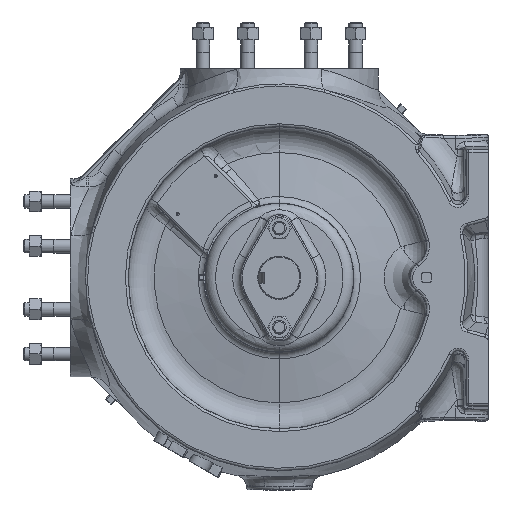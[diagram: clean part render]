
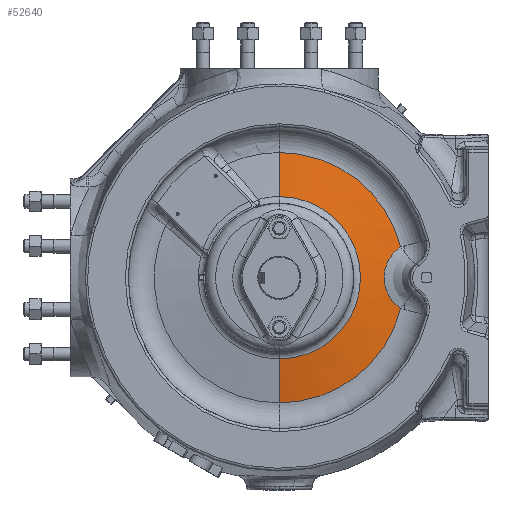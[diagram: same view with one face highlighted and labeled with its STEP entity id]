
A CAD part, left-side view. The second image highlights one B-rep face of the part: STEP entity #52640.
In plain terms, the highlighted conical face has half-angle 79.88 degrees and reference radius 85.725 mm.
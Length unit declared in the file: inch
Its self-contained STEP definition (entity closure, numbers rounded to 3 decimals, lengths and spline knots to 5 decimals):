
#223 = EDGE_CURVE ( 'NONE', #96474, #91079, #7118, .T. ) ;
#388 = CARTESIAN_POINT ( 'NONE',  ( -8.01883, 0., 0. ) ) ;
#607 = LINE ( 'NONE', #86380, #21816 ) ;
#2021 = CARTESIAN_POINT ( 'NONE',  ( -7.61745, -5.45599, -1.3637 ) ) ;
#2365 = CARTESIAN_POINT ( 'NONE',  ( -7.67589, -5.17948, -1.10668 ) ) ;
#2695 = CARTESIAN_POINT ( 'NONE',  ( -7.77083, -4.76253, -0.13994 ) ) ;
#3050 = CARTESIAN_POINT ( 'NONE',  ( -7.72025, -4.97966, 0.82716 ) ) ;
#7118 = CIRCLE ( 'NONE', #71187, 5.68856 ) ;
#7453 = VERTEX_POINT ( 'NONE', #38368 ) ;
#8364 = DIRECTION ( 'NONE',  ( 1., 0., 0. ) ) ;
#9141 = EDGE_CURVE ( 'NONE', #74646, #37538, #99540, .T. ) ;
#10333 = CARTESIAN_POINT ( 'NONE',  ( -7.69033, -5.11346, -1.02657 ) ) ;
#10684 = CARTESIAN_POINT ( 'NONE',  ( -7.77218, -4.75688, -0.03521 ) ) ;
#10828 = CARTESIAN_POINT ( 'NONE',  ( -7.96293, 0., 0. ) ) ;
#11041 = CARTESIAN_POINT ( 'NONE',  ( -7.70794, -5.03424, 0.91581 ) ) ;
#11117 = ORIENTED_EDGE ( 'NONE', *, *, #74526, .F. ) ;
#15115 = AXIS2_PLACEMENT_3D ( 'NONE', #10828, #66024, #18832 ) ;
#18196 = CARTESIAN_POINT ( 'NONE',  ( -7.96293, 0., 3.68819 ) ) ;
#18340 = CARTESIAN_POINT ( 'NONE',  ( -7.70826, -5.03268, -0.91528 ) ) ;
#18692 = CARTESIAN_POINT ( 'NONE',  ( -7.77111, -4.76134, 0.13917 ) ) ;
#18832 = DIRECTION ( 'NONE',  ( 0., 0., -1. ) ) ;
#19040 = CARTESIAN_POINT ( 'NONE',  ( -7.69031, -5.11344, 1.02818 ) ) ;
#21816 = VECTOR ( 'NONE', #31379, 39.37008 ) ;
#23972 = CARTESIAN_POINT ( 'NONE',  ( -7.60589, -5.51287, 1.40285 ) ) ;
#24673 = CIRCLE ( 'NONE', #15115, 3.68819 ) ;
#25368 = ORIENTED_EDGE ( 'NONE', *, *, #38550, .T. ) ;
#26373 = CARTESIAN_POINT ( 'NONE',  ( -7.73156, -4.93004, -0.73666 ) ) ;
#26718 = CARTESIAN_POINT ( 'NONE',  ( -7.76658, -4.78033, 0.27753 ) ) ;
#27067 = CARTESIAN_POINT ( 'NONE',  ( -7.66099, -5.24844, 1.18253 ) ) ;
#31379 = DIRECTION ( 'NONE',  ( 0.176, 0., -0.984 ) ) ;
#32269 = FACE_OUTER_BOUND ( 'NONE', #40846, .T. ) ;
#34321 = CARTESIAN_POINT ( 'NONE',  ( -7.75041, -4.84875, -0.54451 ) ) ;
#34643 = CARTESIAN_POINT ( 'NONE',  ( -7.76157, -4.80145, 0.38006 ) ) ;
#34970 = CARTESIAN_POINT ( 'NONE',  ( -7.6342, -5.37533, 1.29857 ) ) ;
#36181 = ORIENTED_EDGE ( 'NONE', *, *, #37388, .T. ) ;
#36452 = CARTESIAN_POINT ( 'NONE',  ( -7.60589, -5.51287, -1.40285 ) ) ;
#37388 = EDGE_CURVE ( 'NONE', #82353, #7453, #24673, .T. ) ;
#37538 = VERTEX_POINT ( 'NONE', #36452 ) ;
#37879 = AXIS2_PLACEMENT_3D ( 'NONE', #388, #8364, #48102 ) ;
#38368 = CARTESIAN_POINT ( 'NONE',  ( -7.96293, 0., -3.68819 ) ) ;
#38550 = EDGE_CURVE ( 'NONE', #7453, #74646, #607, .T. ) ;
#40846 = EDGE_LOOP ( 'NONE', ( #11117, #36181, #25368, #53765, #101648, #91050 ) ) ;
#41497 = CARTESIAN_POINT ( 'NONE',  ( -7.60589, -5.51287, -1.40285 ) ) ;
#41828 = CARTESIAN_POINT ( 'NONE',  ( -7.62867, -5.40171, -1.32156 ) ) ;
#42173 = CARTESIAN_POINT ( 'NONE',  ( -7.76371, -4.79239, -0.34513 ) ) ;
#42507 = CARTESIAN_POINT ( 'NONE',  ( -7.75028, -4.84931, 0.54595 ) ) ;
#42864 = CARTESIAN_POINT ( 'NONE',  ( -7.61738, -5.45658, 1.36291 ) ) ;
#45051 = DIRECTION ( 'NONE',  ( 0.176, 0., 0.984 ) ) ;
#48102 = DIRECTION ( 'NONE',  ( 0., 0., -1. ) ) ;
#49731 = CARTESIAN_POINT ( 'NONE',  ( -7.66082, -5.24919, -1.18333 ) ) ;
#50071 = CARTESIAN_POINT ( 'NONE',  ( -7.77002, -4.76589, -0.1745 ) ) ;
#50332 = DIRECTION ( 'NONE',  ( 0., 0., -1. ) ) ;
#50405 = CARTESIAN_POINT ( 'NONE',  ( -7.73164, -4.92968, 0.73599 ) ) ;
#50452 = DIRECTION ( 'NONE',  ( -1., 0., 0. ) ) ;
#50465 = CARTESIAN_POINT ( 'NONE',  ( -7.60589, 0., 0. ) ) ;
#50774 = CARTESIAN_POINT ( 'NONE',  ( -7.60589, -5.51287, 1.40285 ) ) ;
#51600 = EDGE_CURVE ( 'NONE', #37538, #96474, #100197, .T. ) ;
#52640 = ADVANCED_FACE ( 'NONE', ( #32269 ), #80265, .T. ) ;
#52779 = CARTESIAN_POINT ( 'NONE',  ( -7.60589, 0., 0. ) ) ;
#53338 = DIRECTION ( 'NONE',  ( -1., 0., 0. ) ) ;
#53583 = DIRECTION ( 'NONE',  ( 0., 0., -1. ) ) ;
#53765 = ORIENTED_EDGE ( 'NONE', *, *, #9141, .T. ) ;
#57590 = CARTESIAN_POINT ( 'NONE',  ( -7.68082, -5.15686, -1.08031 ) ) ;
#57924 = CARTESIAN_POINT ( 'NONE',  ( -7.77191, -4.75802, -0.07034 ) ) ;
#58094 = AXIS2_PLACEMENT_3D ( 'NONE', #50465, #50452, #50332 ) ;
#58265 = CARTESIAN_POINT ( 'NONE',  ( -7.71624, -4.99736, 0.85723 ) ) ;
#65233 = CARTESIAN_POINT ( 'NONE',  ( -7.60589, 0., 5.68856 ) ) ;
#65527 = CARTESIAN_POINT ( 'NONE',  ( -7.69494, -5.09262, -0.99915 ) ) ;
#65884 = CARTESIAN_POINT ( 'NONE',  ( -7.77218, -4.75686, 0.06963 ) ) ;
#66024 = DIRECTION ( 'NONE',  ( 1., 0., 0. ) ) ;
#66227 = CARTESIAN_POINT ( 'NONE',  ( -7.70364, -5.05346, 0.94441 ) ) ;
#68412 = CARTESIAN_POINT ( 'NONE',  ( -8.01883, 0., 3.375 ) ) ;
#71187 = AXIS2_PLACEMENT_3D ( 'NONE', #52779, #53338, #53583 ) ;
#73448 = CARTESIAN_POINT ( 'NONE',  ( -7.7165, -4.99615, -0.85721 ) ) ;
#73795 = CARTESIAN_POINT ( 'NONE',  ( -7.76791, -4.77474, 0.24295 ) ) ;
#74139 = CARTESIAN_POINT ( 'NONE',  ( -7.68087, -5.15647, 1.08136 ) ) ;
#74526 = EDGE_CURVE ( 'NONE', #82353, #91079, #100605, .T. ) ;
#74646 = VERTEX_POINT ( 'NONE', #77733 ) ;
#77733 = CARTESIAN_POINT ( 'NONE',  ( -7.60589, 0., -5.68856 ) ) ;
#79794 = VECTOR ( 'NONE', #45051, 39.37008 ) ;
#80265 = CONICAL_SURFACE ( 'NONE', #37879, 3.375, 1.394 ) ;
#81430 = CARTESIAN_POINT ( 'NONE',  ( -7.73838, -4.90047, -0.67418 ) ) ;
#81766 = CARTESIAN_POINT ( 'NONE',  ( -7.7634, -4.7937, 0.34616 ) ) ;
#82085 = CARTESIAN_POINT ( 'NONE',  ( -7.65055, -5.29739, 1.23052 ) ) ;
#82353 = VERTEX_POINT ( 'NONE', #18196 ) ;
#86380 = CARTESIAN_POINT ( 'NONE',  ( -8.01883, 0., -3.375 ) ) ;
#89276 = CARTESIAN_POINT ( 'NONE',  ( -7.75549, -4.82715, -0.47864 ) ) ;
#89608 = CARTESIAN_POINT ( 'NONE',  ( -7.75536, -4.82773, 0.48055 ) ) ;
#89948 = CARTESIAN_POINT ( 'NONE',  ( -7.62864, -5.40206, 1.32058 ) ) ;
#91050 = ORIENTED_EDGE ( 'NONE', *, *, #223, .T. ) ;
#91079 = VERTEX_POINT ( 'NONE', #65233 ) ;
#96474 = VERTEX_POINT ( 'NONE', #23972 ) ;
#96790 = CARTESIAN_POINT ( 'NONE',  ( -7.65035, -5.29831, -1.23137 ) ) ;
#97135 = CARTESIAN_POINT ( 'NONE',  ( -7.76685, -4.77921, -0.27745 ) ) ;
#97474 = CARTESIAN_POINT ( 'NONE',  ( -7.73842, -4.90028, 0.67367 ) ) ;
#97823 = CARTESIAN_POINT ( 'NONE',  ( -7.61167, -5.48443, 1.38328 ) ) ;
#99540 = CIRCLE ( 'NONE', #58094, 5.68856 ) ;
#100197 = B_SPLINE_CURVE_WITH_KNOTS ( 'NONE', 3,
 ( #41497, #2021, #41828, #96790, #49731, #2365, #57590, #10333, #65527, #18340, #73448, #26373, #81430, #34321, #89276, #42173, #97135, #50071, #2695, #57924, #10684, #65884, #18692, #73795, #26718, #81766, #34643, #89608, #42507, #97474, #50405, #3050, #58265, #11041, #66227, #19040, #74139, #27067, #82085, #34970, #89948, #42864, #97823, #50774 ),
 .UNSPECIFIED., .F., .F.,
 ( 4, 2, 2, 2, 2, 2, 2, 2, 2, 2, 2, 2, 2, 2, 2, 2, 2, 2, 2, 2, 2, 4 ),
 ( 0., 0.00529, 0.01058, 0.01323, 0.01588, 0.02117, 0.02646, 0.03175, 0.03704, 0.03969, 0.04233, 0.04763, 0.05027, 0.05292, 0.05821, 0.0635, 0.06615, 0.06879, 0.07408, 0.07938, 0.08202, 0.08467 ),
 .UNSPECIFIED. ) ;
#100605 = LINE ( 'NONE', #68412, #79794 ) ;
#101648 = ORIENTED_EDGE ( 'NONE', *, *, #51600, .T. ) ;
